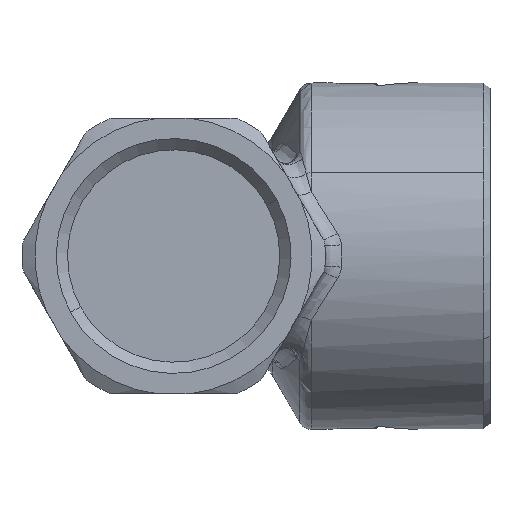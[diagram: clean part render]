
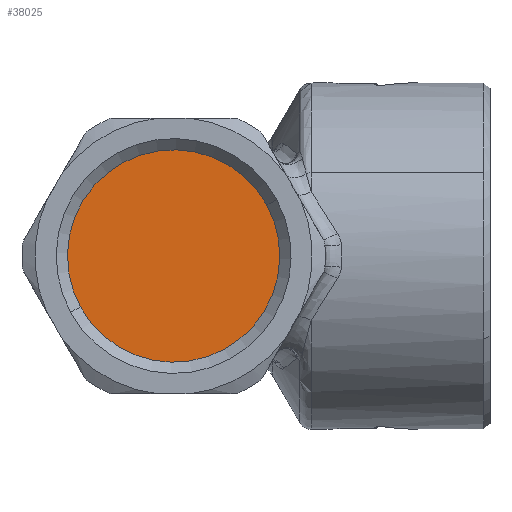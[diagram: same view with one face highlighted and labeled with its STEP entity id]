
A CAD part, front view. The second image highlights one B-rep face of the part: STEP entity #38025.
In plain terms, the highlighted planar face has unit normal (0, -1, 0).
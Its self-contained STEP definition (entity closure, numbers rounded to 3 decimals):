
#38002=CARTESIAN_POINT('Axis2P3D Location',(-9.5,-9.5,0.)) ;
#38007=CARTESIAN_POINT('Axis2P3D Location',(0.,-9.5,0.)) ;
#38011=CARTESIAN_POINT('Vertex',(10.75,-9.5,5.873)) ;
#38013=CARTESIAN_POINT('Vertex',(-10.75,-9.5,-5.873)) ;
#38016=CARTESIAN_POINT('Axis2P3D Location',(0.,-9.5,0.)) ;
#38003=DIRECTION('Axis2P3D Direction',(0.,-1.,0.)) ;
#38004=DIRECTION('Axis2P3D XDirection',(1.,0.,0.)) ;
#38008=DIRECTION('Axis2P3D Direction',(0.,-1.,0.)) ;
#38017=DIRECTION('Axis2P3D Direction',(0.,-1.,0.)) ;
#38005=AXIS2_PLACEMENT_3D('Plane Axis2P3D',#38002,#38003,#38004) ;
#38009=AXIS2_PLACEMENT_3D('Circle Axis2P3D',#38007,#38008,$) ;
#38018=AXIS2_PLACEMENT_3D('Circle Axis2P3D',#38016,#38017,$) ;
#38010=CIRCLE('generated circle',#38009,12.25) ;
#38019=CIRCLE('generated circle',#38018,12.25) ;
#38006=PLANE('',#38005) ;
#38015=EDGE_CURVE('',#38012,#38014,#38010,.T.) ;
#38020=EDGE_CURVE('',#38014,#38012,#38019,.T.) ;
#38022=ORIENTED_EDGE('',*,*,#38015,.T.) ;
#38023=ORIENTED_EDGE('',*,*,#38020,.T.) ;
#38021=EDGE_LOOP('',(#38022,#38023)) ;
#38012=VERTEX_POINT('',#38011) ;
#38014=VERTEX_POINT('',#38013) ;
#38025=ADVANCED_FACE('PartBody',(#38024),#38006,.T.) ;
#38024=FACE_OUTER_BOUND('',#38021,.T.) ;
